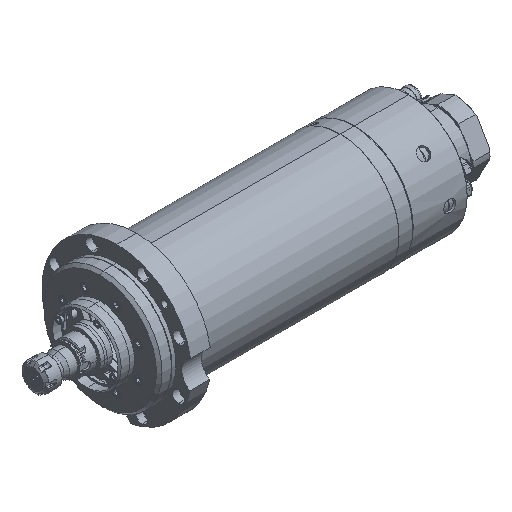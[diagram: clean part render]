
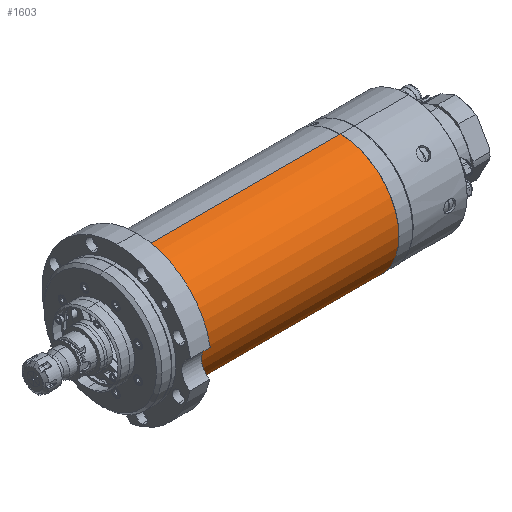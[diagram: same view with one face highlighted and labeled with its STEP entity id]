
A CAD part, isometric view. The second image highlights one B-rep face of the part: STEP entity #1603.
In plain terms, the highlighted cylindrical face has radius 75 mm (diameter 150 mm), a partial arc.
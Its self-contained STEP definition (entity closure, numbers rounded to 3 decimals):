
#1570 = ORIENTED_EDGE ( 'NONE', *, *, #1604, .F. ) ;
#1571 = ORIENTED_EDGE ( 'NONE', *, *, #1599, .T. ) ;
#1575 = VERTEX_POINT ( 'NONE', #19111 ) ;
#1576 = VERTEX_POINT ( 'NONE', #18991 ) ;
#1596 = VERTEX_POINT ( 'NONE', #19117 ) ;
#1597 = VERTEX_POINT ( 'NONE', #19116 ) ;
#1599 = EDGE_CURVE ( 'NONE', #1576, #1597, #19190, .T. ) ;
#1600 = ORIENTED_EDGE ( 'NONE', *, *, #1609, .F. ) ;
#1603 = ADVANCED_FACE ( 'NONE', ( #19184 ), #19191, .T. ) ;
#1604 = EDGE_CURVE ( 'NONE', #1575, #1597, #19202, .T. ) ;
#1608 = EDGE_CURVE ( 'NONE', #1596, #1576, #19165, .T. ) ;
#1609 = EDGE_CURVE ( 'NONE', #1596, #1575, #19150, .T. ) ;
#1712 = ORIENTED_EDGE ( 'NONE', *, *, #1608, .T. ) ;
#1716 = EDGE_LOOP ( 'NONE', ( #1600, #1712, #1571, #1570 ) ) ;
#18991 = CARTESIAN_POINT ( 'NONE',  ( 251.5, 0., 75. ) ) ;
#19083 = DIRECTION ( 'NONE',  ( -1., 0., 0. ) ) ;
#19084 = VECTOR ( 'NONE', #19083, 1000. ) ;
#19111 = CARTESIAN_POINT ( 'NONE',  ( 0., 0., -75. ) ) ;
#19116 = CARTESIAN_POINT ( 'NONE',  ( 0., 0., 75. ) ) ;
#19117 = CARTESIAN_POINT ( 'NONE',  ( 251.5, 0., -75. ) ) ;
#19146 = DIRECTION ( 'NONE',  ( 0., 0., 1. ) ) ;
#19147 = DIRECTION ( 'NONE',  ( -1., 0., 0. ) ) ;
#19148 = AXIS2_PLACEMENT_3D ( 'NONE', #19154, #19147, #19146 ) ;
#19149 = CARTESIAN_POINT ( 'NONE',  ( -25., 0., -75. ) ) ;
#19150 = LINE ( 'NONE', #19149, #19084 ) ;
#19154 = CARTESIAN_POINT ( 'NONE',  ( 251.5, 0., 0. ) ) ;
#19161 = DIRECTION ( 'NONE',  ( 0., 0., 1. ) ) ;
#19162 = DIRECTION ( 'NONE',  ( -1., 0., 0. ) ) ;
#19163 = AXIS2_PLACEMENT_3D ( 'NONE', #19167, #19162, #19161 ) ;
#19165 = CIRCLE ( 'NONE', #19148, 75. ) ;
#19167 = CARTESIAN_POINT ( 'NONE',  ( 0., 0., 0. ) ) ;
#19169 = DIRECTION ( 'NONE',  ( 0., 0., 1. ) ) ;
#19170 = DIRECTION ( 'NONE',  ( -1., 0., 0. ) ) ;
#19181 = CARTESIAN_POINT ( 'NONE',  ( -25., 0., 0. ) ) ;
#19183 = AXIS2_PLACEMENT_3D ( 'NONE', #19181, #19170, #19169 ) ;
#19184 = FACE_OUTER_BOUND ( 'NONE', #1716, .T. ) ;
#19185 = DIRECTION ( 'NONE',  ( -1., 0., 0. ) ) ;
#19186 = VECTOR ( 'NONE', #19185, 1000. ) ;
#19189 = CARTESIAN_POINT ( 'NONE',  ( -25., 0., 75. ) ) ;
#19190 = LINE ( 'NONE', #19189, #19186 ) ;
#19191 = CYLINDRICAL_SURFACE ( 'NONE', #19183, 75. ) ;
#19202 = CIRCLE ( 'NONE', #19163, 75. ) ;
